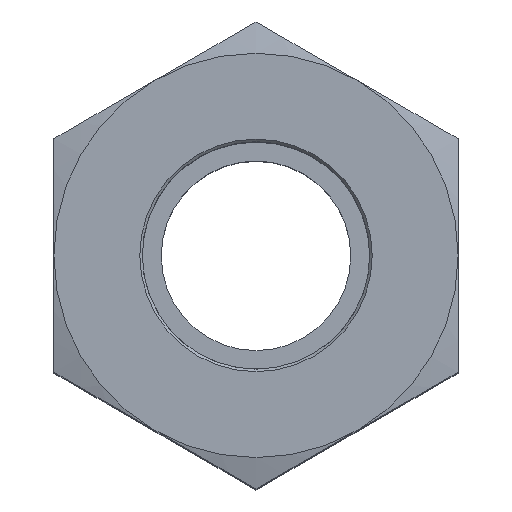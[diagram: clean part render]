
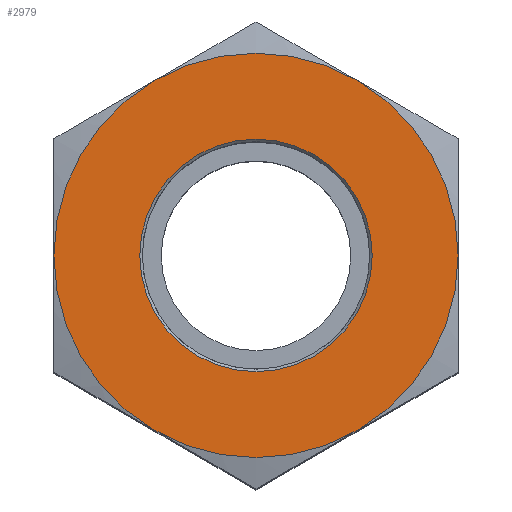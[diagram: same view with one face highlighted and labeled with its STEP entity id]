
A CAD part, top view. The second image highlights one B-rep face of the part: STEP entity #2979.
In plain terms, the highlighted planar face has unit normal (0, 0, 1).
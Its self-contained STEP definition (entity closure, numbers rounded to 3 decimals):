
#2883=CARTESIAN_POINT('',(9.2,0.,18.0));
#2884=VERTEX_POINT('',#2883);
#2885=CARTESIAN_POINT('',(0.0,0.0,18.0));
#2886=DIRECTION('',(0.0,0.0,1.0));
#2887=DIRECTION('',(-1.0,0.0,0.0));
#2888=AXIS2_PLACEMENT_3D('',#2885,#2886,#2887);
#2889=CIRCLE('',#2888,9.2);
#2890=EDGE_CURVE('',#2884,#2884,#2889,.T.);
#2915=CARTESIAN_POINT('',(0.,0.,18.0));
#2916=DIRECTION('',(0.0,0.0,1.0));
#2917=DIRECTION('',(1.0,0.0,0.0));
#2918=AXIS2_PLACEMENT_3D('',#2915,#2916,#2917);
#2919=PLANE('',#2918);
#2920=CARTESIAN_POINT('',(-8.,-13.856,18.0));
#2921=VERTEX_POINT('',#2920);
#2922=CARTESIAN_POINT('',(8.,-13.856,18.0));
#2923=VERTEX_POINT('',#2922);
#2924=CARTESIAN_POINT('',(0.0,0.0,18.0));
#2925=DIRECTION('',(0.0,0.0,1.0));
#2926=DIRECTION('',(-0.5,-0.866,0.0));
#2927=AXIS2_PLACEMENT_3D('',#2924,#2925,#2926);
#2928=CIRCLE('',#2927,16.);
#2929=EDGE_CURVE('',#2921,#2923,#2928,.T.);
#2930=ORIENTED_EDGE('',*,*,#2929,.T.);
#2931=CARTESIAN_POINT('',(16.,0.,18.0));
#2932=VERTEX_POINT('',#2931);
#2933=CARTESIAN_POINT('',(0.0,0.0,18.0));
#2934=DIRECTION('',(0.0,0.0,1.0));
#2935=DIRECTION('',(-0.5,-0.866,0.0));
#2936=AXIS2_PLACEMENT_3D('',#2933,#2934,#2935);
#2937=CIRCLE('',#2936,16.);
#2938=EDGE_CURVE('',#2923,#2932,#2937,.T.);
#2939=ORIENTED_EDGE('',*,*,#2938,.T.);
#2940=CARTESIAN_POINT('',(8.0,13.856,18.0));
#2941=VERTEX_POINT('',#2940);
#2942=CARTESIAN_POINT('',(0.0,0.0,18.0));
#2943=DIRECTION('',(0.0,0.0,1.0));
#2944=DIRECTION('',(-0.5,-0.866,0.0));
#2945=AXIS2_PLACEMENT_3D('',#2942,#2943,#2944);
#2946=CIRCLE('',#2945,16.);
#2947=EDGE_CURVE('',#2932,#2941,#2946,.T.);
#2948=ORIENTED_EDGE('',*,*,#2947,.T.);
#2949=CARTESIAN_POINT('',(-8.,13.856,18.0));
#2950=VERTEX_POINT('',#2949);
#2951=CARTESIAN_POINT('',(0.0,0.0,18.0));
#2952=DIRECTION('',(0.0,0.0,1.0));
#2953=DIRECTION('',(-0.5,-0.866,0.0));
#2954=AXIS2_PLACEMENT_3D('',#2951,#2952,#2953);
#2955=CIRCLE('',#2954,16.);
#2956=EDGE_CURVE('',#2941,#2950,#2955,.T.);
#2957=ORIENTED_EDGE('',*,*,#2956,.T.);
#2958=CARTESIAN_POINT('',(-16.0,0.0,18.0));
#2959=VERTEX_POINT('',#2958);
#2960=CARTESIAN_POINT('',(0.0,0.0,18.0));
#2961=DIRECTION('',(0.0,0.0,1.0));
#2962=DIRECTION('',(-0.5,-0.866,0.0));
#2963=AXIS2_PLACEMENT_3D('',#2960,#2961,#2962);
#2964=CIRCLE('',#2963,16.);
#2965=EDGE_CURVE('',#2950,#2959,#2964,.T.);
#2966=ORIENTED_EDGE('',*,*,#2965,.T.);
#2967=CARTESIAN_POINT('',(0.0,0.0,18.0));
#2968=DIRECTION('',(0.0,0.0,1.0));
#2969=DIRECTION('',(-0.5,-0.866,0.0));
#2970=AXIS2_PLACEMENT_3D('',#2967,#2968,#2969);
#2971=CIRCLE('',#2970,16.);
#2972=EDGE_CURVE('',#2959,#2921,#2971,.T.);
#2973=ORIENTED_EDGE('',*,*,#2972,.T.);
#2974=EDGE_LOOP('',(#2930,#2939,#2948,#2957,#2966,#2973));
#2975=FACE_OUTER_BOUND('',#2974,.T.);
#2976=ORIENTED_EDGE('',*,*,#2890,.F.);
#2977=EDGE_LOOP('',(#2976));
#2978=FACE_BOUND('',#2977,.T.);
#2979=ADVANCED_FACE('',(#2975,#2978),#2919,.T.);
